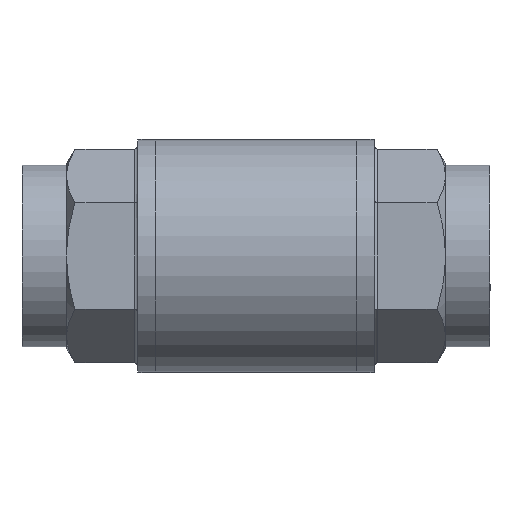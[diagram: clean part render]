
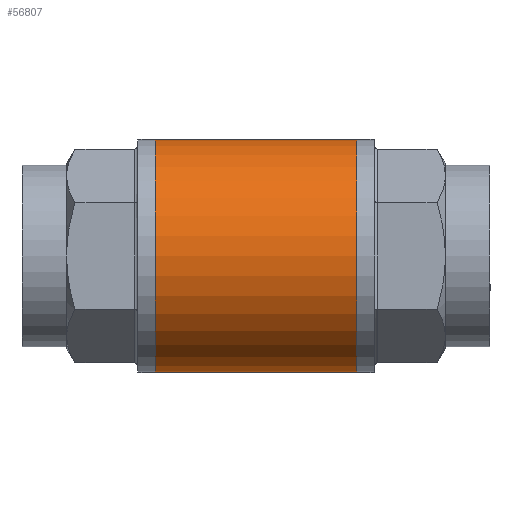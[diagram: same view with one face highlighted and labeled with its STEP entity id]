
A CAD part, front view. The second image highlights one B-rep face of the part: STEP entity #56807.
In plain terms, the highlighted cylindrical face has radius 17 mm (diameter 34 mm), a full revolution.
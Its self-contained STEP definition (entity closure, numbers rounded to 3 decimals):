
#227=FACE_BOUND('',#12034,.T.);
#8417=FACE_OUTER_BOUND('',#12033,.T.);
#12033=EDGE_LOOP('',(#39751,#39752,#39753,#39754));
#12034=EDGE_LOOP('',(#39755,#39756));
#15721=CIRCLE('',#60340,17.);
#15722=CIRCLE('',#60341,17.);
#16977=B_SPLINE_CURVE_WITH_KNOTS('',3,(#102837,#102838,#102839,#102840,
#102841,#102842,#102843,#102844,#102845,#102846,#102847,#102848,#102849,
#102850,#102851,#102852,#102853,#102854,#102855,#102856),.UNSPECIFIED.,
 .F.,.F.,(4,2,2,2,2,2,2,2,2,4),(-5.022,-4.957,-4.66,
-4.362,-4.065,-3.767,-3.47,
-2.9,-2.615,-2.33),.UNSPECIFIED.);
#16978=B_SPLINE_CURVE_WITH_KNOTS('',3,(#102857,#102858,#102859,#102860,
#102861,#102862,#102863,#102864,#102865,#102866,#102867,#102868,#102869,
#102870,#102871,#102872,#102873,#102874,#102875,#102876,#102877,#102878,
#102879,#102880,#102881,#102882,#102883,#102884,#102885,#102886,#102887,
#102888,#102889,#102890,#102891,#102892,#102893,#102894,#102895,#102896,
#102897,#102898,#102899),.UNSPECIFIED.,.F.,.F.,(4,2,2,2,2,2,2,3,2,2,2,2,
2,2,2,2,2,2,2,2,4),(-2.33,-2.045,-1.76,
-1.19,-0.893,-0.595,-0.298,
0.,0.298,0.595,0.893,1.19,
1.76,2.045,2.33,2.615,2.9,
3.47,3.767,4.065,4.297),
 .UNSPECIFIED.);
#18023=LINE('',#102915,#20526);
#20526=VECTOR('',#68780,17.);
#23359=VERTEX_POINT('',#102835);
#23360=VERTEX_POINT('',#102836);
#23363=VERTEX_POINT('',#102912);
#23364=VERTEX_POINT('',#102914);
#29642=EDGE_CURVE('',#23359,#23360,#16977,.T.);
#29643=EDGE_CURVE('',#23360,#23359,#16978,.T.);
#29648=EDGE_CURVE('',#23363,#23363,#15721,.T.);
#29649=EDGE_CURVE('',#23363,#23364,#18023,.T.);
#29650=EDGE_CURVE('',#23364,#23364,#15722,.T.);
#39751=ORIENTED_EDGE('',*,*,#29648,.F.);
#39752=ORIENTED_EDGE('',*,*,#29649,.T.);
#39753=ORIENTED_EDGE('',*,*,#29650,.F.);
#39754=ORIENTED_EDGE('',*,*,#29649,.F.);
#39755=ORIENTED_EDGE('',*,*,#29642,.T.);
#39756=ORIENTED_EDGE('',*,*,#29643,.T.);
#55833=CYLINDRICAL_SURFACE('',#60339,17.);
#56807=ADVANCED_FACE('',(#8417,#227),#55833,.T.);
#60339=AXIS2_PLACEMENT_3D('',#102911,#68776,#68777);
#60340=AXIS2_PLACEMENT_3D('',#102913,#68778,#68779);
#60341=AXIS2_PLACEMENT_3D('',#102916,#68781,#68782);
#68776=DIRECTION('center_axis',(1.,0.,0.));
#68777=DIRECTION('ref_axis',(0.,0.,-1.));
#68778=DIRECTION('center_axis',(1.,0.,0.));
#68779=DIRECTION('ref_axis',(0.,0.,-1.));
#68780=DIRECTION('',(-1.,0.,0.));
#68781=DIRECTION('center_axis',(-1.,0.,0.));
#68782=DIRECTION('ref_axis',(0.,0.,-1.));
#102835=CARTESIAN_POINT('',(3.5,9.909,13.813));
#102836=CARTESIAN_POINT('',(-14.25,17.,0.));
#102837=CARTESIAN_POINT('Ctrl Pts',(3.5,9.909,13.813));
#102838=CARTESIAN_POINT('Ctrl Pts',(3.3,9.838,13.864));
#102839=CARTESIAN_POINT('Ctrl Pts',(3.099,9.772,13.911));
#102840=CARTESIAN_POINT('Ctrl Pts',(1.961,9.433,14.147));
#102841=CARTESIAN_POINT('Ctrl Pts',(0.992,9.27,
14.25));
#102842=CARTESIAN_POINT('Ctrl Pts',(-0.992,9.27,
14.25));
#102843=CARTESIAN_POINT('Ctrl Pts',(-1.961,9.433,
14.147));
#102844=CARTESIAN_POINT('Ctrl Pts',(-3.829,9.99,
13.759));
#102845=CARTESIAN_POINT('Ctrl Pts',(-4.729,10.381,
13.475));
#102846=CARTESIAN_POINT('Ctrl Pts',(-6.439,11.264,
12.746));
#102847=CARTESIAN_POINT('Ctrl Pts',(-7.251,11.755,12.301));
#102848=CARTESIAN_POINT('Ctrl Pts',(-8.759,12.741,
11.277));
#102849=CARTESIAN_POINT('Ctrl Pts',(-9.454,13.234,
10.698));
#102850=CARTESIAN_POINT('Ctrl Pts',(-11.268,14.569,
8.885));
#102851=CARTESIAN_POINT('Ctrl Pts',(-12.355,15.44,7.35));
#102852=CARTESIAN_POINT('Ctrl Pts',(-13.475,16.354,
4.732));
#102853=CARTESIAN_POINT('Ctrl Pts',(-13.766,16.596,3.807));
#102854=CARTESIAN_POINT('Ctrl Pts',(-14.154,16.919,1.916));
#102855=CARTESIAN_POINT('Ctrl Pts',(-14.25,17.,0.95));
#102856=CARTESIAN_POINT('Ctrl Pts',(-14.25,17.,0.));
#102857=CARTESIAN_POINT('Ctrl Pts',(-14.25,17.,0.));
#102858=CARTESIAN_POINT('Ctrl Pts',(-14.25,17.,-0.95));
#102859=CARTESIAN_POINT('Ctrl Pts',(-14.154,16.919,-1.916));
#102860=CARTESIAN_POINT('Ctrl Pts',(-13.766,16.596,-3.807));
#102861=CARTESIAN_POINT('Ctrl Pts',(-13.475,16.354,
-4.732));
#102862=CARTESIAN_POINT('Ctrl Pts',(-12.355,15.44,-7.35));
#102863=CARTESIAN_POINT('Ctrl Pts',(-11.268,14.569,
-8.885));
#102864=CARTESIAN_POINT('Ctrl Pts',(-9.454,13.234,
-10.698));
#102865=CARTESIAN_POINT('Ctrl Pts',(-8.759,12.741,
-11.277));
#102866=CARTESIAN_POINT('Ctrl Pts',(-7.251,11.755,-12.301));
#102867=CARTESIAN_POINT('Ctrl Pts',(-6.439,11.264,
-12.746));
#102868=CARTESIAN_POINT('Ctrl Pts',(-4.729,10.381,
-13.475));
#102869=CARTESIAN_POINT('Ctrl Pts',(-3.829,9.99,
-13.759));
#102870=CARTESIAN_POINT('Ctrl Pts',(-1.961,9.433,
-14.147));
#102871=CARTESIAN_POINT('Ctrl Pts',(-0.992,9.27,
-14.25));
#102872=CARTESIAN_POINT('Ctrl Pts',(0.,9.27,-14.25));
#102873=CARTESIAN_POINT('Ctrl Pts',(0.992,9.27,
-14.25));
#102874=CARTESIAN_POINT('Ctrl Pts',(1.961,9.433,-14.147));
#102875=CARTESIAN_POINT('Ctrl Pts',(3.829,9.99,-13.759));
#102876=CARTESIAN_POINT('Ctrl Pts',(4.729,10.381,-13.475));
#102877=CARTESIAN_POINT('Ctrl Pts',(6.439,11.264,-12.746));
#102878=CARTESIAN_POINT('Ctrl Pts',(7.251,11.755,-12.301));
#102879=CARTESIAN_POINT('Ctrl Pts',(8.759,12.741,-11.277));
#102880=CARTESIAN_POINT('Ctrl Pts',(9.454,13.234,-10.698));
#102881=CARTESIAN_POINT('Ctrl Pts',(11.268,14.569,-8.885));
#102882=CARTESIAN_POINT('Ctrl Pts',(12.355,15.44,-7.35));
#102883=CARTESIAN_POINT('Ctrl Pts',(13.475,16.354,-4.732));
#102884=CARTESIAN_POINT('Ctrl Pts',(13.766,16.596,-3.807));
#102885=CARTESIAN_POINT('Ctrl Pts',(14.154,16.919,-1.916));
#102886=CARTESIAN_POINT('Ctrl Pts',(14.25,17.,-0.95));
#102887=CARTESIAN_POINT('Ctrl Pts',(14.25,17.,0.95));
#102888=CARTESIAN_POINT('Ctrl Pts',(14.154,16.919,1.916));
#102889=CARTESIAN_POINT('Ctrl Pts',(13.766,16.596,3.807));
#102890=CARTESIAN_POINT('Ctrl Pts',(13.475,16.354,4.732));
#102891=CARTESIAN_POINT('Ctrl Pts',(12.355,15.44,7.35));
#102892=CARTESIAN_POINT('Ctrl Pts',(11.268,14.569,8.885));
#102893=CARTESIAN_POINT('Ctrl Pts',(9.454,13.234,10.698));
#102894=CARTESIAN_POINT('Ctrl Pts',(8.759,12.741,11.277));
#102895=CARTESIAN_POINT('Ctrl Pts',(7.251,11.755,12.301));
#102896=CARTESIAN_POINT('Ctrl Pts',(6.439,11.264,12.746));
#102897=CARTESIAN_POINT('Ctrl Pts',(4.915,10.477,13.395));
#102898=CARTESIAN_POINT('Ctrl Pts',(4.219,10.163,13.631));
#102899=CARTESIAN_POINT('Ctrl Pts',(3.5,9.909,13.813));
#102911=CARTESIAN_POINT('Origin',(0.,0.,0.));
#102912=CARTESIAN_POINT('',(14.7,0.,17.));
#102913=CARTESIAN_POINT('Origin',(14.7,0.,0.));
#102914=CARTESIAN_POINT('',(-14.7,0.,17.));
#102915=CARTESIAN_POINT('',(0.,0.,17.));
#102916=CARTESIAN_POINT('Origin',(-14.7,0.,0.));
